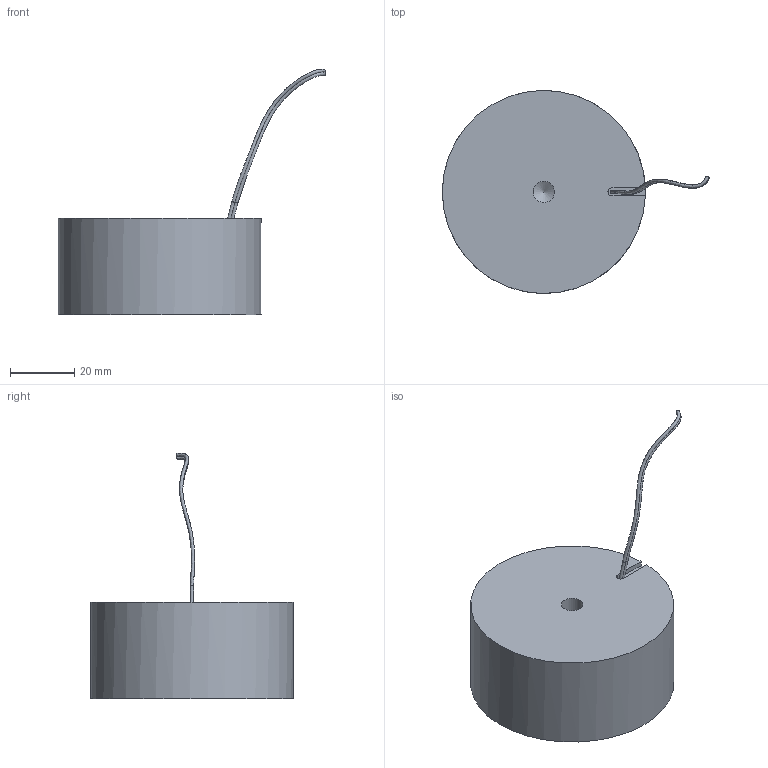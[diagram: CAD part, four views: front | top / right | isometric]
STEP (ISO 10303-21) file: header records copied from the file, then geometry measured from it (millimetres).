
FILE_DESCRIPTION(/* description */ ('HEPM-065-030-SW'),/* implementation_level */ '2;1');
FILE_NAME(/* name */ 'GM17806.stp',/* time_stamp */ '2018-10-05T13:26:18+02:00',/* author */ ('rm'),/* organization */ (''),/* preprocessor_version */ 'ST-DEVELOPER v16.5',/* originating_system */ 'Autodesk Inventor 2017',/* authorisation */ '');
FILE_SCHEMA (('AUTOMOTIVE_DESIGN { 1 0 10303 214 3 1 1 }'));
Length unit declared in the file: millimetre
Products named in the file (1): GM17806
Bounding box: 82.92 x 62.99 x 76.19 mm (x, y, z)
Volume: 92703.6 mm3; surface area: 25636.5 mm2
Topology: 1 solids, 1 shells, 25 faces, 46 edges, 26 vertices
Faces by surface type: plane 11, cylinder 7, bspline 6, cone 1
Full cylindrical faces by diameter (mm): 6.647 x1, 28.2 x1, 28.3 x1, 56.2 x1, 56.3 x1, 63 x1
Entity records: 1999 total; most frequent: CARTESIAN_POINT 1520, DIRECTION 95, ORIENTED_EDGE 74, AXIS2_PLACEMENT_3D 43, EDGE_LOOP 37, EDGE_CURVE 35, FACE_OUTER_BOUND 25, ADVANCED_FACE 25
